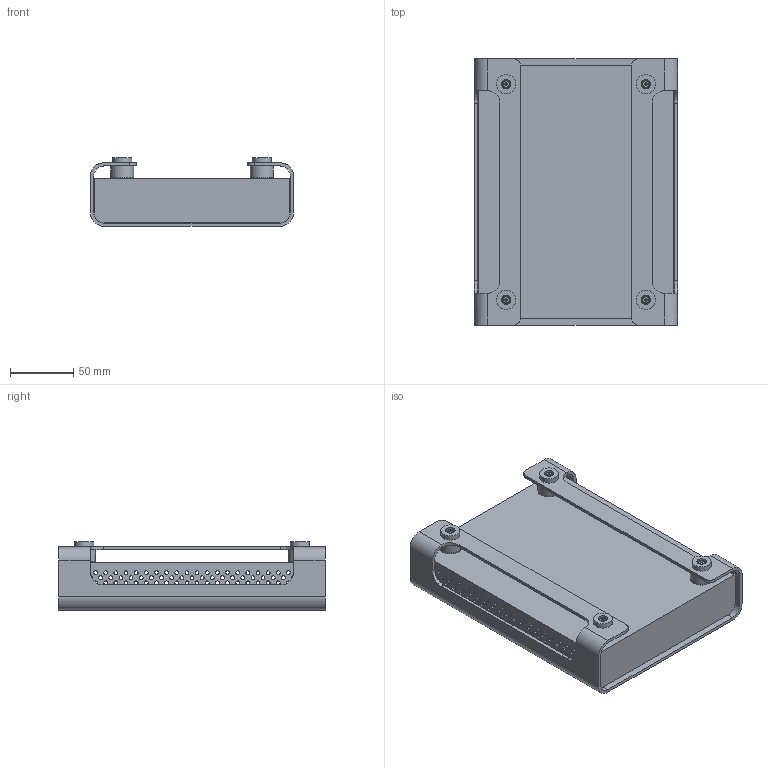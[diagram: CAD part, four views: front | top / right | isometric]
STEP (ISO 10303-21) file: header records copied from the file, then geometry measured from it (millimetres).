
FILE_DESCRIPTION((''),'2;1');
FILE_NAME('hd16-5-21s.stp','2017-12-11T15:19:34',('takachi'),(''),'Autodesk Inventor 2013','Autodesk Inventor 2013','');
FILE_SCHEMA(('AUTOMOTIVE_DESIGN { 1 0 10303 214 1 1 1 1 }'));
Length unit declared in the file: millimetre
Products named in the file (7): HD16-5-21S(ビス、ゴム足、支柱足); HD16-5-21S カバー; HD16-5-21S シャーシ; 支柱足用スポンジ; 支柱足; ゴム足(B-P1M); スリムヘッド M3×16
Assembly tree (18 placements, depth 2):
  HD16-5-21S(ビス、ゴム足、支柱足)
    HD16-5-21S カバー
    HD16-5-21S シャーシ
    支柱足用スポンジ  x4
    支柱足  x4
    ゴム足(B-P1M)  x4
    スリムヘッド M3×16  x4
Bounding box: 160 x 210 x 54 mm (x, y, z)
Volume: 212881.4 mm3; surface area: 217231.1 mm2
Topology: 18 solids, 18 shells, 346 faces, 906 edges, 604 vertices
Faces by surface type: cylinder 206, plane 132, cone 8
Full cylindrical faces by diameter (mm): 2.459 x4, 3 x134, 3.2 x4, 3.5 x8, 4.2 x4, 6 x4, 7.4 x4, 15 x4, 18 x8
Entity records: 8285 total; most frequent: DIRECTION 1438, CARTESIAN_POINT 1305, ORIENTED_EDGE 1096, EDGE_LOOP 678, AXIS2_PLACEMENT_3D 629, EDGE_CURVE 548, VERTEX_POINT 464, FACE_BOUND 434
